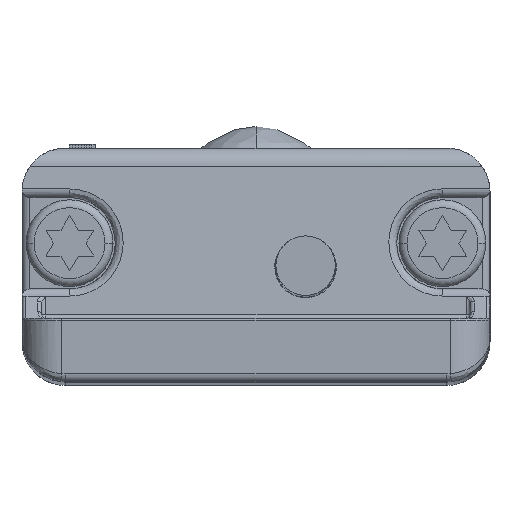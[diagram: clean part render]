
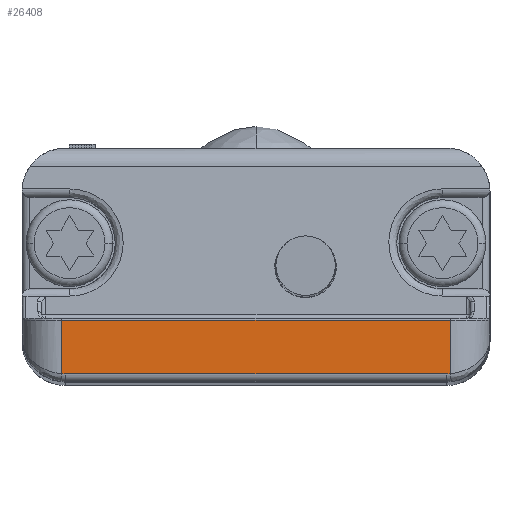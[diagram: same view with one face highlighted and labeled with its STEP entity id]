
A CAD part, top view. The second image highlights one B-rep face of the part: STEP entity #26408.
In plain terms, the highlighted face is planar.
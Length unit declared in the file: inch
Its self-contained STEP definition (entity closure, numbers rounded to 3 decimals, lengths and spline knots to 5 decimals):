
#22402=CARTESIAN_POINT('',(0.11,0.49,1.07));
#22403=DIRECTION('',(0.,-1.,0.));
#22404=DIRECTION('',(-0.994,0.,0.111));
#22405=AXIS2_PLACEMENT_3D('',#22402,#22403,#22404);
#22416=DIRECTION('',(0.,0.,-1.));
#22417=VECTOR('',#22416,0.96);
#22418=CARTESIAN_POINT('',(0.02,0.49,1.07));
#22419=LINE('',#22418,#22417);
#23454=DIRECTION('',(1.,0.,0.));
#23455=VECTOR('',#23454,0.13444);
#23456=CARTESIAN_POINT('',(0.02056,0.49,
1.08));
#23457=LINE('',#23456,#23455);
#23490=DIRECTION('',(0.,0.,1.));
#23491=VECTOR('',#23490,0.98);
#23492=CARTESIAN_POINT('',(0.155,0.49,0.1));
#23493=LINE('',#23492,#23491);
#23504=CARTESIAN_POINT('',(0.11,0.49,0.11));
#23505=DIRECTION('',(0.,-1.,0.));
#23506=DIRECTION('',(-1.,0.,0.));
#23507=AXIS2_PLACEMENT_3D('',#23504,#23505,#23506);
#23539=CARTESIAN_POINT('',(0.02056,0.49,
0.1));
#23556=DIRECTION('',(-1.,0.,0.));
#23557=VECTOR('',#23556,0.13444);
#23558=CARTESIAN_POINT('',(0.155,0.49,0.1));
#23559=LINE('',#23558,#23557);
#23948=VERTEX_POINT('',#23539);
#23951=CARTESIAN_POINT('',(0.02,0.49,0.11));
#23952=VERTEX_POINT('',#23951);
#23955=CARTESIAN_POINT('',(0.02,0.49,1.07));
#23956=VERTEX_POINT('',#23955);
#23959=CARTESIAN_POINT('',(0.02056,0.49,1.08));
#23960=VERTEX_POINT('',#23959);
#23966=CARTESIAN_POINT('',(0.155,0.49,1.08));
#23968=VERTEX_POINT('',#23966);
#23972=CARTESIAN_POINT('',(0.155,0.49,0.1));
#23973=VERTEX_POINT('',#23972);
#26393=CARTESIAN_POINT('',(0.,0.49,0.));
#26394=DIRECTION('',(0.,1.,0.));
#26395=DIRECTION('',(0.,0.,1.));
#26396=AXIS2_PLACEMENT_3D('',#26393,#26394,#26395);
#26397=PLANE('',#26396);
#26398=ORIENTED_EDGE('',*,*,#26386,.T.);
#26399=ORIENTED_EDGE('',*,*,#26348,.F.);
#26400=ORIENTED_EDGE('',*,*,#24724,.T.);
#26401=ORIENTED_EDGE('',*,*,#24740,.T.);
#26403=ORIENTED_EDGE('',*,*,#26402,.T.);
#26405=ORIENTED_EDGE('',*,*,#26404,.F.);
#26406=EDGE_LOOP('',(#26398,#26399,#26400,#26401,#26403,#26405));
#26407=FACE_OUTER_BOUND('',#26406,.F.);
#26408=ADVANCED_FACE('',(#26407),#26397,.T.);
#22406=CIRCLE('',#22405,0.09);
#23508=CIRCLE('',#23507,0.09);
#24724=EDGE_CURVE('',#23960,#23956,#22406,.T.);
#24740=EDGE_CURVE('',#23956,#23952,#22419,.T.);
#26348=EDGE_CURVE('',#23960,#23968,#23457,.T.);
#26386=EDGE_CURVE('',#23973,#23968,#23493,.T.);
#26402=EDGE_CURVE('',#23952,#23948,#23508,.T.);
#26404=EDGE_CURVE('',#23973,#23948,#23559,.T.);
